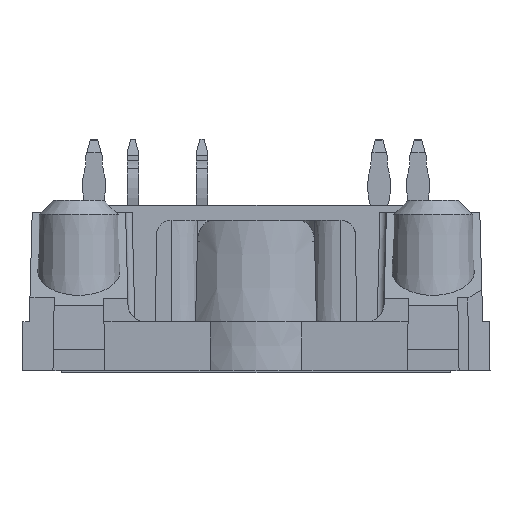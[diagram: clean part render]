
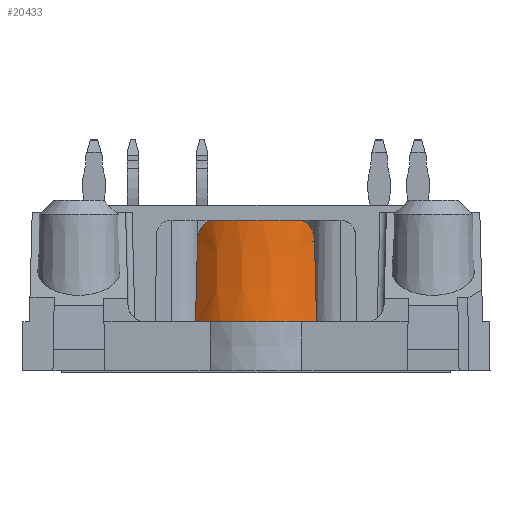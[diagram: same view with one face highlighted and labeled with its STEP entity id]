
A CAD part, left-side view. The second image highlights one B-rep face of the part: STEP entity #20433.
In plain terms, the highlighted conical face has half-angle 1 degrees and reference radius 5.5 mm.
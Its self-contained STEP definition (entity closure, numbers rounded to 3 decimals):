
#32=B_SPLINE_CURVE_WITH_KNOTS('',3,(#28257,#28258,#28259,#28260,#28261),
 .UNSPECIFIED.,.F.,.F.,(4,1,4),(0.,0.001,0.002),
 .UNSPECIFIED.);
#34=B_SPLINE_CURVE_WITH_KNOTS('',3,(#28283,#28284,#28285,#28286),
 .UNSPECIFIED.,.F.,.F.,(4,4),(0.,0.006),.UNSPECIFIED.);
#35=B_SPLINE_CURVE_WITH_KNOTS('',3,(#28292,#28293,#28294,#28295),
 .UNSPECIFIED.,.F.,.F.,(4,4),(0.,0.006),.UNSPECIFIED.);
#36=B_SPLINE_CURVE_WITH_KNOTS('',3,(#28298,#28299,#28300,#28301,#28302),
 .UNSPECIFIED.,.F.,.F.,(4,1,4),(0.,0.001,0.002),
 .UNSPECIFIED.);
#54=CONICAL_SURFACE('',#21442,5.5,0.017);
#199=CIRCLE('',#21436,5.5);
#200=CIRCLE('',#21443,5.5);
#201=CIRCLE('',#21444,5.5);
#202=CIRCLE('',#21445,5.377);
#2074=ORIENTED_EDGE('',*,*,#6036,.T.);
#2075=ORIENTED_EDGE('',*,*,#6037,.F.);
#2076=ORIENTED_EDGE('',*,*,#6023,.F.);
#2077=ORIENTED_EDGE('',*,*,#6038,.F.);
#2078=ORIENTED_EDGE('',*,*,#6039,.F.);
#2079=ORIENTED_EDGE('',*,*,#6027,.F.);
#2080=ORIENTED_EDGE('',*,*,#6040,.T.);
#2081=ORIENTED_EDGE('',*,*,#6041,.F.);
#6023=EDGE_CURVE('',#8037,#8038,#199,.T.);
#6027=EDGE_CURVE('',#8040,#8041,#32,.T.);
#6036=EDGE_CURVE('',#8047,#8048,#34,.T.);
#6037=EDGE_CURVE('',#8038,#8048,#200,.T.);
#6038=EDGE_CURVE('',#8049,#8037,#201,.T.);
#6039=EDGE_CURVE('',#8041,#8049,#35,.T.);
#6040=EDGE_CURVE('',#8040,#8050,#202,.F.);
#6041=EDGE_CURVE('',#8047,#8050,#36,.T.);
#8037=VERTEX_POINT('',#28249);
#8038=VERTEX_POINT('',#28250);
#8040=VERTEX_POINT('',#28256);
#8041=VERTEX_POINT('',#28262);
#8047=VERTEX_POINT('',#28287);
#8048=VERTEX_POINT('',#28288);
#8049=VERTEX_POINT('',#28291);
#8050=VERTEX_POINT('',#28297);
#12433=EDGE_LOOP('',(#2074,#2075,#2076,#2077,#2078,#2079,#2080,#2081));
#13341=FACE_BOUND('',#12433,.T.);
#20433=ADVANCED_FACE('',(#13341),#54,.T.);
#21436=AXIS2_PLACEMENT_3D('',#28248,#23693,#23694);
#21442=AXIS2_PLACEMENT_3D('',#28282,#23713,#23714);
#21443=AXIS2_PLACEMENT_3D('',#28289,#23715,#23716);
#21444=AXIS2_PLACEMENT_3D('',#28290,#23717,#23718);
#21445=AXIS2_PLACEMENT_3D('',#28296,#23719,#23720);
#23693=DIRECTION('',(0.,0.,-1.));
#23694=DIRECTION('',(-1.,0.,0.));
#23713=DIRECTION('',(0.,0.,-1.));
#23714=DIRECTION('',(-1.,0.,0.));
#23715=DIRECTION('',(0.,0.,-1.));
#23716=DIRECTION('',(-1.,0.,0.));
#23717=DIRECTION('',(0.,0.,-1.));
#23718=DIRECTION('',(-1.,0.,0.));
#23719=DIRECTION('',(0.,0.,1.));
#23720=DIRECTION('',(1.,0.,0.));
#28248=CARTESIAN_POINT('',(-27.5,0.,3.4));
#28249=CARTESIAN_POINT('',(-32.,-3.162,3.4));
#28250=CARTESIAN_POINT('',(-32.,3.162,3.4));
#28256=CARTESIAN_POINT('',(-32.034,-2.89,10.45));
#28257=CARTESIAN_POINT('',(-32.034,-2.89,10.45));
#28258=CARTESIAN_POINT('',(-31.821,-3.224,10.45));
#28259=CARTESIAN_POINT('',(-31.319,-3.827,10.146));
#28260=CARTESIAN_POINT('',(-31.061,-4.054,9.372));
#28261=CARTESIAN_POINT('',(-31.061,-4.063,8.976));
#28262=CARTESIAN_POINT('',(-31.061,-4.063,8.976));
#28282=CARTESIAN_POINT('',(-27.5,0.,3.4));
#28283=CARTESIAN_POINT('',(-31.061,4.063,8.976));
#28284=CARTESIAN_POINT('',(-31.057,4.11,7.117));
#28285=CARTESIAN_POINT('',(-31.053,4.156,5.259));
#28286=CARTESIAN_POINT('',(-31.049,4.201,3.4));
#28287=CARTESIAN_POINT('',(-31.061,4.063,8.976));
#28288=CARTESIAN_POINT('',(-31.049,4.201,3.4));
#28289=CARTESIAN_POINT('',(-27.5,0.,3.4));
#28290=CARTESIAN_POINT('',(-27.5,0.,3.4));
#28291=CARTESIAN_POINT('',(-31.049,-4.201,3.4));
#28292=CARTESIAN_POINT('',(-31.061,-4.063,8.976));
#28293=CARTESIAN_POINT('',(-31.057,-4.11,7.117));
#28294=CARTESIAN_POINT('',(-31.053,-4.156,5.259));
#28295=CARTESIAN_POINT('',(-31.049,-4.201,3.4));
#28296=CARTESIAN_POINT('',(-27.5,0.,10.45));
#28297=CARTESIAN_POINT('',(-32.034,2.89,10.45));
#28298=CARTESIAN_POINT('',(-31.061,4.063,8.976));
#28299=CARTESIAN_POINT('',(-31.061,4.054,9.372));
#28300=CARTESIAN_POINT('',(-31.318,3.829,10.144));
#28301=CARTESIAN_POINT('',(-31.821,3.224,10.45));
#28302=CARTESIAN_POINT('',(-32.034,2.89,10.45));
